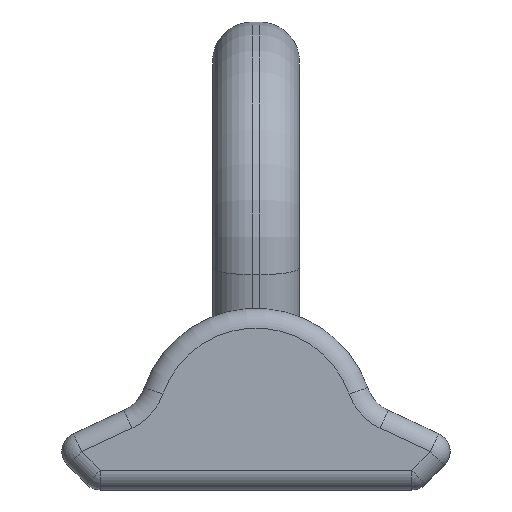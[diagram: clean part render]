
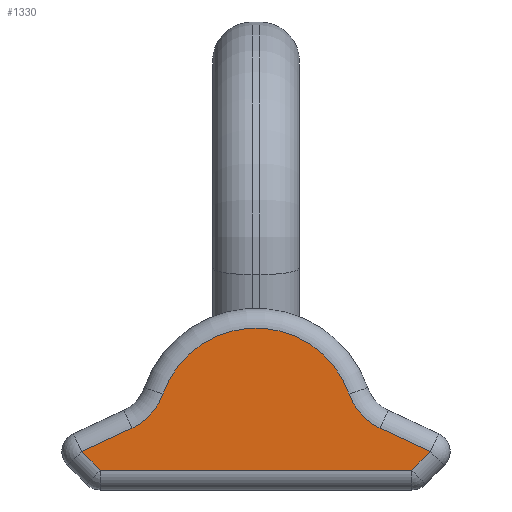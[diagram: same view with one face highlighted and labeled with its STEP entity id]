
A CAD part, front view. The second image highlights one B-rep face of the part: STEP entity #1330.
In plain terms, the highlighted planar face has unit normal (0, -1, 0).
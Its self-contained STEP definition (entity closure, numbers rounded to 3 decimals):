
#933=CARTESIAN_POINT('Vertex',(39.429,-98.,-59.)) ;
#936=CARTESIAN_POINT('Line Origine',(0.,-98.,-59.)) ;
#940=CARTESIAN_POINT('Vertex',(-39.429,-98.,-59.)) ;
#1268=CARTESIAN_POINT('Axis2P3D Location',(0.,-98.,-64.)) ;
#1273=CARTESIAN_POINT('Axis2P3D Location',(-37.742,-98.,-34.75)) ;
#1277=CARTESIAN_POINT('Vertex',(-31.402,-98.,-48.345)) ;
#1279=CARTESIAN_POINT('Vertex',(-23.589,-98.,-39.719)) ;
#1282=CARTESIAN_POINT('Line Origine',(-37.773,-98.,-51.315)) ;
#1286=CARTESIAN_POINT('Vertex',(-44.143,-98.,-54.286)) ;
#1289=CARTESIAN_POINT('Line Origine',(-41.786,-98.,-56.643)) ;
#1294=CARTESIAN_POINT('Line Origine',(41.786,-98.,-56.643)) ;
#1298=CARTESIAN_POINT('Vertex',(44.143,-98.,-54.286)) ;
#1301=CARTESIAN_POINT('Line Origine',(37.773,-98.,-51.315)) ;
#1305=CARTESIAN_POINT('Vertex',(31.402,-98.,-48.345)) ;
#1308=CARTESIAN_POINT('Axis2P3D Location',(37.742,-98.,-34.75)) ;
#1312=CARTESIAN_POINT('Vertex',(23.589,-98.,-39.719)) ;
#1315=CARTESIAN_POINT('Axis2P3D Location',(0.,-98.,-48.)) ;
#937=DIRECTION('Vector Direction',(-1.,0.,0.)) ;
#1269=DIRECTION('Axis2P3D Direction',(0.,1.,-0.)) ;
#1270=DIRECTION('Axis2P3D XDirection',(-1.,0.,0.)) ;
#1274=DIRECTION('Axis2P3D Direction',(0.,1.,-0.)) ;
#1283=DIRECTION('Vector Direction',(-0.906,0.,-0.423)) ;
#1290=DIRECTION('Vector Direction',(0.707,0.,-0.707)) ;
#1295=DIRECTION('Vector Direction',(0.707,0.,0.707)) ;
#1302=DIRECTION('Vector Direction',(-0.906,0.,0.423)) ;
#1309=DIRECTION('Axis2P3D Direction',(0.,1.,-0.)) ;
#1316=DIRECTION('Axis2P3D Direction',(0.,1.,-0.)) ;
#1271=AXIS2_PLACEMENT_3D('Plane Axis2P3D',#1268,#1269,#1270) ;
#1275=AXIS2_PLACEMENT_3D('Circle Axis2P3D',#1273,#1274,$) ;
#1310=AXIS2_PLACEMENT_3D('Circle Axis2P3D',#1308,#1309,$) ;
#1317=AXIS2_PLACEMENT_3D('Circle Axis2P3D',#1315,#1316,$) ;
#1321=ORIENTED_EDGE('',*,*,#1281,.F.) ;
#1322=ORIENTED_EDGE('',*,*,#1288,.F.) ;
#1323=ORIENTED_EDGE('',*,*,#1293,.F.) ;
#1324=ORIENTED_EDGE('',*,*,#942,.F.) ;
#1325=ORIENTED_EDGE('',*,*,#1300,.F.) ;
#1326=ORIENTED_EDGE('',*,*,#1307,.F.) ;
#1327=ORIENTED_EDGE('',*,*,#1314,.F.) ;
#1328=ORIENTED_EDGE('',*,*,#1319,.F.) ;
#938=VECTOR('Line Direction',#937,1.) ;
#1284=VECTOR('Line Direction',#1283,1.) ;
#1291=VECTOR('Line Direction',#1290,1.) ;
#1296=VECTOR('Line Direction',#1295,1.) ;
#1303=VECTOR('Line Direction',#1302,1.) ;
#1330=ADVANCED_FACE('\X2\672C9AD4\X0\.5',(#1329),#1272,.F.) ;
#1276=CIRCLE('generated circle',#1275,15.) ;
#1311=CIRCLE('generated circle',#1310,15.) ;
#1318=CIRCLE('generated circle',#1317,25.) ;
#942=EDGE_CURVE('',#934,#941,#939,.T.) ;
#1281=EDGE_CURVE('',#1278,#1280,#1276,.F.) ;
#1288=EDGE_CURVE('',#1287,#1278,#1285,.F.) ;
#1293=EDGE_CURVE('',#941,#1287,#1292,.F.) ;
#1300=EDGE_CURVE('',#1299,#934,#1297,.F.) ;
#1307=EDGE_CURVE('',#1306,#1299,#1304,.F.) ;
#1314=EDGE_CURVE('',#1313,#1306,#1311,.F.) ;
#1319=EDGE_CURVE('',#1280,#1313,#1318,.T.) ;
#1320=EDGE_LOOP('',(#1321,#1322,#1323,#1324,#1325,#1326,#1327,#1328)) ;
#1329=FACE_OUTER_BOUND('',#1320,.T.) ;
#939=LINE('Line',#936,#938) ;
#1285=LINE('Line',#1282,#1284) ;
#1292=LINE('Line',#1289,#1291) ;
#1297=LINE('Line',#1294,#1296) ;
#1304=LINE('Line',#1301,#1303) ;
#1272=PLANE('',#1271) ;
#934=VERTEX_POINT('',#933) ;
#941=VERTEX_POINT('',#940) ;
#1278=VERTEX_POINT('',#1277) ;
#1280=VERTEX_POINT('',#1279) ;
#1287=VERTEX_POINT('',#1286) ;
#1299=VERTEX_POINT('',#1298) ;
#1306=VERTEX_POINT('',#1305) ;
#1313=VERTEX_POINT('',#1312) ;
